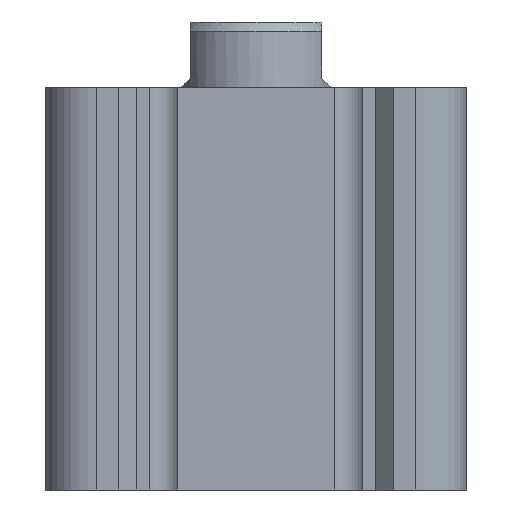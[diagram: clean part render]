
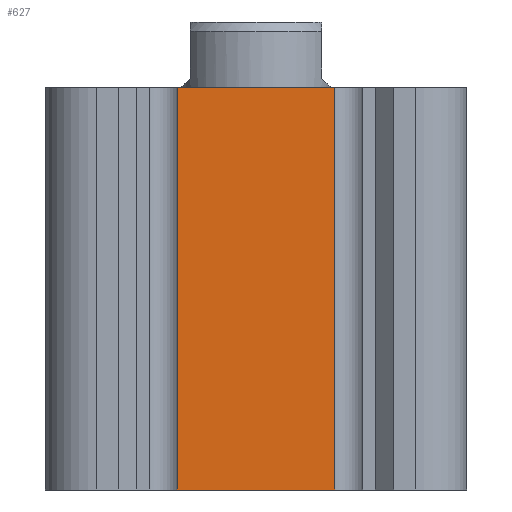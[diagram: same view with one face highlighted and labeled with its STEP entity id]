
A CAD part, front view. The second image highlights one B-rep face of the part: STEP entity #627.
In plain terms, the highlighted planar face has unit normal (0, -1, 0).
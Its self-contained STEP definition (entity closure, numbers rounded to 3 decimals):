
#627=ADVANCED_FACE('',(#1258),#1259,.F.);
#1258=FACE_OUTER_BOUND('',#1895,.T.);
#1259=PLANE('',#1896);
#1895=EDGE_LOOP('',(#3442,#3443,#3444,#3445));
#1896=AXIS2_PLACEMENT_3D('',#3446,#3447,#3448);
#3442=ORIENTED_EDGE('',*,*,#4363,.F.);
#3443=ORIENTED_EDGE('',*,*,#4364,.F.);
#3444=ORIENTED_EDGE('',*,*,#3936,.T.);
#3445=ORIENTED_EDGE('',*,*,#4351,.T.);
#3446=CARTESIAN_POINT('',(12.72,-20.5,21.5));
#3447=DIRECTION('',(0.,1.0,0.));
#3448=DIRECTION('',(1.0,0.,0.));
#3936=EDGE_CURVE('',#4733,#4731,#4734,.T.);
#4351=EDGE_CURVE('',#4731,#5329,#5330,.T.);
#4363=EDGE_CURVE('',#5343,#5329,#5344,.T.);
#4364=EDGE_CURVE('',#4733,#5343,#5345,.T.);
#4731=VERTEX_POINT('',#5805);
#4733=VERTEX_POINT('',#5808);
#4734=LINE('',#5809,#5810);
#5329=VERTEX_POINT('',#6575);
#5330=LINE('',#6576,#6577);
#5343=VERTEX_POINT('',#6594);
#5344=LINE('',#6595,#6596);
#5345=LINE('',#6597,#6598);
#5805=CARTESIAN_POINT('',(8.4,-20.5,-21.5));
#5808=CARTESIAN_POINT('',(-8.4,-20.5,-21.5));
#5809=CARTESIAN_POINT('',(12.72,-20.5,-21.5));
#5810=VECTOR('',#7067,1.0);
#6575=CARTESIAN_POINT('',(8.4,-20.5,21.5));
#6576=CARTESIAN_POINT('',(8.4,-20.5,-21.5));
#6577=VECTOR('',#7592,1.0);
#6594=CARTESIAN_POINT('',(-8.4,-20.5,21.5));
#6595=CARTESIAN_POINT('',(12.72,-20.5,21.5));
#6596=VECTOR('',#7603,1.0);
#6597=CARTESIAN_POINT('',(-8.4,-20.5,-21.5));
#6598=VECTOR('',#7604,1.0);
#7067=DIRECTION('',(1.0,0.,0.0));
#7592=DIRECTION('',(0.0,0.0,1.0));
#7603=DIRECTION('',(1.0,0.,0.0));
#7604=DIRECTION('',(0.0,0.0,1.0));
